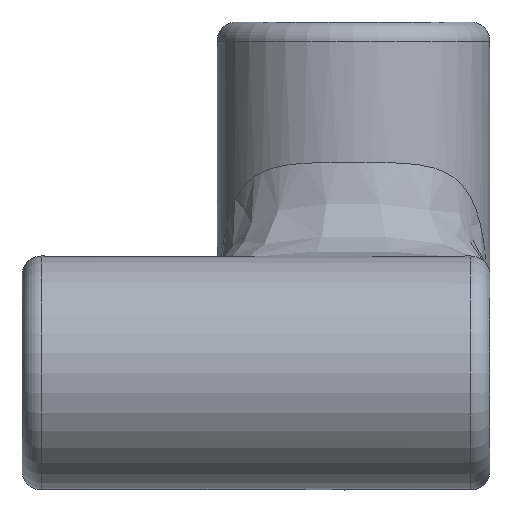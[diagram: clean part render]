
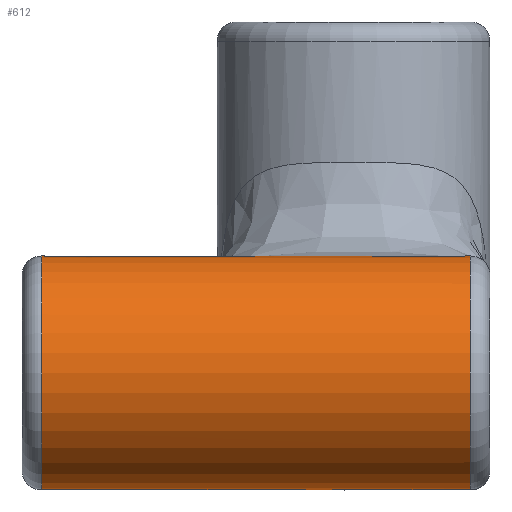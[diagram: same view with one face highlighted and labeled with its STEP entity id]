
A CAD part, left-side view. The second image highlights one B-rep face of the part: STEP entity #612.
In plain terms, the highlighted cylindrical face has radius 3 mm (diameter 6 mm), a full revolution.
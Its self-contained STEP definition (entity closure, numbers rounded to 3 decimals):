
#29=LINE('',#2109,#37);
#37=VECTOR('',#902,3.);
#45=CYLINDRICAL_SURFACE('',#715,3.);
#68=B_SPLINE_CURVE_WITH_KNOTS('',3,(#1963,#1964,#1965,#1966,#1967),
 .UNSPECIFIED.,.F.,.F.,(4,1,4),(0.,0.038,0.072),
 .UNSPECIFIED.);
#73=B_SPLINE_CURVE_WITH_KNOTS('',3,(#2058,#2059,#2060,#2061,#2062,#2063,
#2064,#2065,#2066,#2067,#2068),.UNSPECIFIED.,.F.,.F.,(4,1,1,1,1,1,1,1,4),
(0.8,0.838,0.877,0.915,
0.934,0.953,0.991,1.029,1.067),
 .UNSPECIFIED.);
#74=B_SPLINE_CURVE_WITH_KNOTS('',3,(#2069,#2070,#2071,#2072,#2073,#2074,
#2075,#2076,#2077,#2078,#2079),.UNSPECIFIED.,.F.,.F.,(4,1,1,1,1,1,1,1,4),
(0.462,0.508,0.559,0.61,
0.648,0.686,0.724,0.762,0.8),
 .UNSPECIFIED.);
#114=FACE_OUTER_BOUND('',#159,.T.);
#159=EDGE_LOOP('',(#530,#531,#532,#533,#534,#535,#536,#537));
#209=CIRCLE('',#696,3.);
#220=CIRCLE('',#713,3.);
#221=CIRCLE('',#714,3.);
#267=VERTEX_POINT('',#1719);
#269=VERTEX_POINT('',#1722);
#271=VERTEX_POINT('',#1962);
#275=VERTEX_POINT('',#2057);
#283=VERTEX_POINT('',#2103);
#284=VERTEX_POINT('',#2105);
#349=EDGE_CURVE('',#267,#269,#209,.T.);
#350=EDGE_CURVE('',#271,#267,#68,.T.);
#355=EDGE_CURVE('',#275,#271,#73,.T.);
#356=EDGE_CURVE('',#269,#275,#74,.T.);
#368=EDGE_CURVE('',#284,#283,#220,.T.);
#369=EDGE_CURVE('',#283,#284,#221,.T.);
#370=EDGE_CURVE('',#284,#275,#29,.T.);
#530=ORIENTED_EDGE('',*,*,#368,.T.);
#531=ORIENTED_EDGE('',*,*,#369,.T.);
#532=ORIENTED_EDGE('',*,*,#370,.T.);
#533=ORIENTED_EDGE('',*,*,#355,.T.);
#534=ORIENTED_EDGE('',*,*,#350,.T.);
#535=ORIENTED_EDGE('',*,*,#349,.T.);
#536=ORIENTED_EDGE('',*,*,#356,.T.);
#537=ORIENTED_EDGE('',*,*,#370,.F.);
#612=ADVANCED_FACE('',(#114),#45,.T.);
#696=AXIS2_PLACEMENT_3D('',#1769,#861,#862);
#713=AXIS2_PLACEMENT_3D('',#2106,#896,#897);
#714=AXIS2_PLACEMENT_3D('',#2107,#898,#899);
#715=AXIS2_PLACEMENT_3D('',#2108,#900,#901);
#861=DIRECTION('center_axis',(0.,1.,0.));
#862=DIRECTION('ref_axis',(-1.,0.,0.));
#896=DIRECTION('center_axis',(0.,-1.,0.));
#897=DIRECTION('ref_axis',(-1.,0.,0.));
#898=DIRECTION('center_axis',(0.,-1.,0.));
#899=DIRECTION('ref_axis',(-1.,0.,0.));
#900=DIRECTION('center_axis',(0.,-1.,0.));
#901=DIRECTION('ref_axis',(-1.,0.,0.));
#902=DIRECTION('',(0.,-1.,0.));
#1719=CARTESIAN_POINT('',(-25.489,-3.,0.044));
#1722=CARTESIAN_POINT('',(-25.489,-3.,5.956));
#1769=CARTESIAN_POINT('Origin',(-26.,-3.,3.));
#1962=CARTESIAN_POINT('',(-25.944,0.,0.001));
#1963=CARTESIAN_POINT('Ctrl Pts',(-25.944,0.,
0.001));
#1964=CARTESIAN_POINT('Ctrl Pts',(-25.944,-0.556,
0.001));
#1965=CARTESIAN_POINT('Ctrl Pts',(-25.861,-1.605,0.));
#1966=CARTESIAN_POINT('Ctrl Pts',(-25.628,-2.576,0.02));
#1967=CARTESIAN_POINT('Ctrl Pts',(-25.489,-3.,0.044));
#2057=CARTESIAN_POINT('',(-23.,5.869,3.));
#2058=CARTESIAN_POINT('Ctrl Pts',(-23.,5.869,3.));
#2059=CARTESIAN_POINT('Ctrl Pts',(-23.,5.869,2.691));
#2060=CARTESIAN_POINT('Ctrl Pts',(-23.096,5.855,2.074));
#2061=CARTESIAN_POINT('Ctrl Pts',(-23.514,5.728,1.237));
#2062=CARTESIAN_POINT('Ctrl Pts',(-24.047,5.388,0.691));
#2063=CARTESIAN_POINT('Ctrl Pts',(-24.512,4.896,0.385));
#2064=CARTESIAN_POINT('Ctrl Pts',(-24.97,4.257,0.164));
#2065=CARTESIAN_POINT('Ctrl Pts',(-25.472,3.202,0.033));
#2066=CARTESIAN_POINT('Ctrl Pts',(-25.856,1.667,0.));
#2067=CARTESIAN_POINT('Ctrl Pts',(-25.944,0.556,0.001));
#2068=CARTESIAN_POINT('Ctrl Pts',(-25.944,0.,
0.001));
#2069=CARTESIAN_POINT('Ctrl Pts',(-25.489,-3.,5.956));
#2070=CARTESIAN_POINT('Ctrl Pts',(-25.681,-2.418,5.99));
#2071=CARTESIAN_POINT('Ctrl Pts',(-25.963,-1.067,6.));
#2072=CARTESIAN_POINT('Ctrl Pts',(-25.964,1.13,6.001));
#2073=CARTESIAN_POINT('Ctrl Pts',(-25.539,3.06,5.983));
#2074=CARTESIAN_POINT('Ctrl Pts',(-24.87,4.469,5.81));
#2075=CARTESIAN_POINT('Ctrl Pts',(-24.153,5.322,5.418));
#2076=CARTESIAN_POINT('Ctrl Pts',(-23.514,5.728,4.763));
#2077=CARTESIAN_POINT('Ctrl Pts',(-23.096,5.855,3.926));
#2078=CARTESIAN_POINT('Ctrl Pts',(-23.,5.869,3.309));
#2079=CARTESIAN_POINT('Ctrl Pts',(-23.,5.869,3.));
#2103=CARTESIAN_POINT('',(-26.,8.,0.));
#2105=CARTESIAN_POINT('',(-23.,8.,3.));
#2106=CARTESIAN_POINT('Origin',(-26.,8.,3.));
#2107=CARTESIAN_POINT('Origin',(-26.,8.,3.));
#2108=CARTESIAN_POINT('Origin',(-26.,-3.5,3.));
#2109=CARTESIAN_POINT('',(-23.,-3.5,3.));
